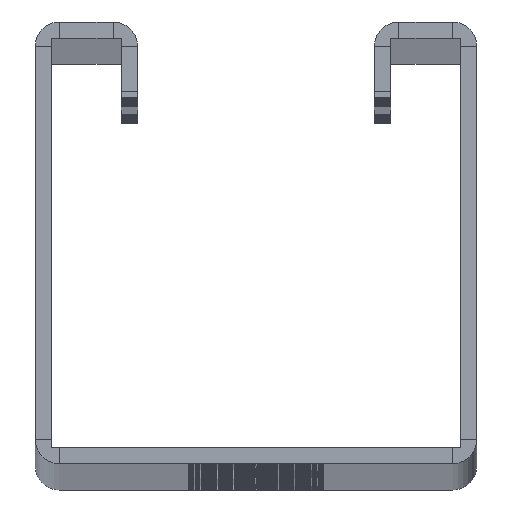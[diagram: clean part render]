
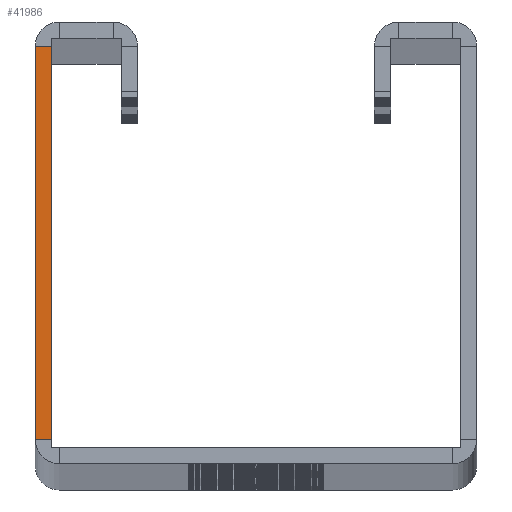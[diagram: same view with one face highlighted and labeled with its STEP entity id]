
A CAD part, top view. The second image highlights one B-rep face of the part: STEP entity #41986.
In plain terms, the highlighted planar face has unit normal (0, 0, 1).
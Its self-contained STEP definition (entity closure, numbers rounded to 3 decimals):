
#551 = VECTOR ( 'NONE', #45365, 1000. ) ;
#1506 = VERTEX_POINT ( 'NONE', #20726 ) ;
#1934 = CARTESIAN_POINT ( 'NONE',  ( -20.5, 38.75, 0. ) ) ;
#2084 = CARTESIAN_POINT ( 'NONE',  ( -18.25, 1.5, 0. ) ) ;
#2253 = VECTOR ( 'NONE', #39973, 1000. ) ;
#5597 = FACE_OUTER_BOUND ( 'NONE', #29372, .T. ) ;
#6323 = VERTEX_POINT ( 'NONE', #15352 ) ;
#7945 = ORIENTED_EDGE ( 'NONE', *, *, #15111, .T. ) ;
#9754 = CARTESIAN_POINT ( 'NONE',  ( -19., 38.75, 0. ) ) ;
#12176 = VECTOR ( 'NONE', #42105, 1000. ) ;
#14073 = LINE ( 'NONE', #25183, #551 ) ;
#14357 = DIRECTION ( 'NONE',  ( 1., 0., 0. ) ) ;
#15111 = EDGE_CURVE ( 'NONE', #1506, #43618, #54775, .T. ) ;
#15352 = CARTESIAN_POINT ( 'NONE',  ( -19., 2.25, 0. ) ) ;
#17719 = LINE ( 'NONE', #36783, #12176 ) ;
#19854 = EDGE_CURVE ( 'NONE', #37333, #6323, #55277, .T. ) ;
#20726 = CARTESIAN_POINT ( 'NONE',  ( -19., 38.75, 0. ) ) ;
#21146 = VECTOR ( 'NONE', #14357, 1000. ) ;
#25183 = CARTESIAN_POINT ( 'NONE',  ( -19., 0., 0. ) ) ;
#29372 = EDGE_LOOP ( 'NONE', ( #60365, #60808, #60965, #7945 ) ) ;
#32325 = DIRECTION ( 'NONE',  ( 1., 0., 0. ) ) ;
#34463 = EDGE_CURVE ( 'NONE', #6323, #1506, #14073, .T. ) ;
#36783 = CARTESIAN_POINT ( 'NONE',  ( -20.5, 0., 0. ) ) ;
#37333 = VERTEX_POINT ( 'NONE', #64745 ) ;
#38314 = PLANE ( 'NONE',  #65546 ) ;
#38969 = EDGE_CURVE ( 'NONE', #37333, #43618, #17719, .T. ) ;
#39973 = DIRECTION ( 'NONE',  ( -1., 0., 0. ) ) ;
#41986 = ADVANCED_FACE ( 'NONE', ( #5597 ), #38314, .T. ) ;
#42105 = DIRECTION ( 'NONE',  ( 0., 1., 0. ) ) ;
#43618 = VERTEX_POINT ( 'NONE', #1934 ) ;
#45365 = DIRECTION ( 'NONE',  ( 0., 1., 0. ) ) ;
#47831 = DIRECTION ( 'NONE',  ( 0., 0., 1. ) ) ;
#49234 = CARTESIAN_POINT ( 'NONE',  ( -20.5, 2.25, 0. ) ) ;
#54775 = LINE ( 'NONE', #9754, #2253 ) ;
#55277 = LINE ( 'NONE', #49234, #21146 ) ;
#60365 = ORIENTED_EDGE ( 'NONE', *, *, #38969, .F. ) ;
#60808 = ORIENTED_EDGE ( 'NONE', *, *, #19854, .T. ) ;
#60965 = ORIENTED_EDGE ( 'NONE', *, *, #34463, .T. ) ;
#64745 = CARTESIAN_POINT ( 'NONE',  ( -20.5, 2.25, 0. ) ) ;
#65546 = AXIS2_PLACEMENT_3D ( 'NONE', #2084, #47831, #32325 ) ;
